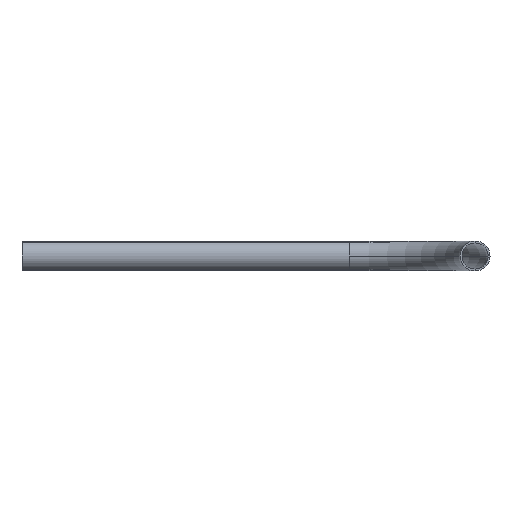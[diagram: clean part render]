
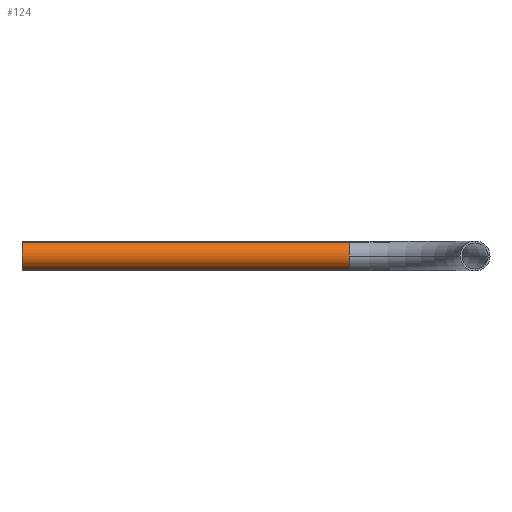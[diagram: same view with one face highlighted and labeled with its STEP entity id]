
A CAD part, left-side view. The second image highlights one B-rep face of the part: STEP entity #124.
In plain terms, the highlighted cylindrical face has radius 44.45 mm (diameter 88.9 mm), a partial arc.
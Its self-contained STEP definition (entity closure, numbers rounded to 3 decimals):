
#3 = FACE_OUTER_BOUND ( 'NONE', #301, .T. ) ;
#4 = CARTESIAN_POINT ( 'NONE',  ( 4811., 375., 0. ) ) ;
#22 = CIRCLE ( 'NONE', #139, 44.45 ) ;
#24 = ORIENTED_EDGE ( 'NONE', *, *, #365, .T. ) ;
#51 = CARTESIAN_POINT ( 'NONE',  ( 4811., 1350., 44.45 ) ) ;
#54 = VERTEX_POINT ( 'NONE', #358 ) ;
#57 = CARTESIAN_POINT ( 'NONE',  ( 4811., 1350., -44.45 ) ) ;
#58 = DIRECTION ( 'NONE',  ( 0., 1., 0. ) ) ;
#77 = CIRCLE ( 'NONE', #457, 44.45 ) ;
#124 = ADVANCED_FACE ( 'NONE', ( #3 ), #292, .T. ) ;
#130 = VERTEX_POINT ( 'NONE', #335 ) ;
#139 = AXIS2_PLACEMENT_3D ( 'NONE', #4, #58, #219 ) ;
#171 = DIRECTION ( 'NONE',  ( 0., 0., -1. ) ) ;
#175 = DIRECTION ( 'NONE',  ( 0., -1., 0. ) ) ;
#179 = AXIS2_PLACEMENT_3D ( 'NONE', #531, #417, #171 ) ;
#207 = EDGE_CURVE ( 'NONE', #227, #54, #326, .T. ) ;
#219 = DIRECTION ( 'NONE',  ( -1., 0., 0. ) ) ;
#224 = DIRECTION ( 'NONE',  ( 0., -1., 0. ) ) ;
#227 = VERTEX_POINT ( 'NONE', #493 ) ;
#241 = AXIS2_PLACEMENT_3D ( 'NONE', #377, #533, #289 ) ;
#254 = EDGE_CURVE ( 'NONE', #311, #444, #77, .T. ) ;
#270 = DIRECTION ( 'NONE',  ( 0., 1., 0. ) ) ;
#273 = CARTESIAN_POINT ( 'NONE',  ( 4811., 375., 44.45 ) ) ;
#289 = DIRECTION ( 'NONE',  ( 0., 0., -1. ) ) ;
#292 = CYLINDRICAL_SURFACE ( 'NONE', #241, 44.45 ) ;
#301 = EDGE_LOOP ( 'NONE', ( #400, #390, #24, #405, #346 ) ) ;
#311 = VERTEX_POINT ( 'NONE', #472 ) ;
#326 = CIRCLE ( 'NONE', #179, 44.45 ) ;
#335 = CARTESIAN_POINT ( 'NONE',  ( 4811., 375., -44.45 ) ) ;
#346 = ORIENTED_EDGE ( 'NONE', *, *, #254, .T. ) ;
#358 = CARTESIAN_POINT ( 'NONE',  ( 4811., 1350., 44.45 ) ) ;
#365 = EDGE_CURVE ( 'NONE', #227, #130, #437, .T. ) ;
#375 = EDGE_CURVE ( 'NONE', #130, #311, #22, .T. ) ;
#377 = CARTESIAN_POINT ( 'NONE',  ( 4811., 1350., 0. ) ) ;
#383 = DIRECTION ( 'NONE',  ( -1., 0., 0. ) ) ;
#387 = VECTOR ( 'NONE', #224, 1000. ) ;
#390 = ORIENTED_EDGE ( 'NONE', *, *, #207, .F. ) ;
#391 = EDGE_CURVE ( 'NONE', #54, #444, #427, .T. ) ;
#400 = ORIENTED_EDGE ( 'NONE', *, *, #391, .F. ) ;
#405 = ORIENTED_EDGE ( 'NONE', *, *, #375, .T. ) ;
#417 = DIRECTION ( 'NONE',  ( 0., 1., 0. ) ) ;
#427 = LINE ( 'NONE', #51, #452 ) ;
#437 = LINE ( 'NONE', #57, #387 ) ;
#444 = VERTEX_POINT ( 'NONE', #273 ) ;
#452 = VECTOR ( 'NONE', #175, 1000. ) ;
#457 = AXIS2_PLACEMENT_3D ( 'NONE', #511, #270, #383 ) ;
#472 = CARTESIAN_POINT ( 'NONE',  ( 4766.55, 375., 0. ) ) ;
#493 = CARTESIAN_POINT ( 'NONE',  ( 4811., 1350., -44.45 ) ) ;
#511 = CARTESIAN_POINT ( 'NONE',  ( 4811., 375., 0. ) ) ;
#531 = CARTESIAN_POINT ( 'NONE',  ( 4811., 1350., 0. ) ) ;
#533 = DIRECTION ( 'NONE',  ( 0., -1., 0. ) ) ;
